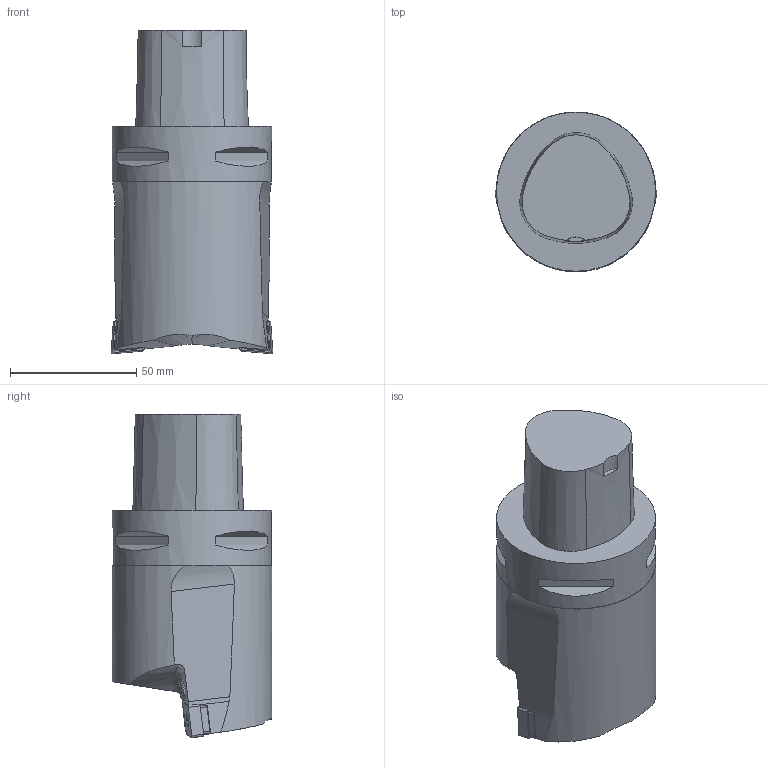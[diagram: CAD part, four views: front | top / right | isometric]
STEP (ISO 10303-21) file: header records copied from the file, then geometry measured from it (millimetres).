
FILE_DESCRIPTION(/* description */ (''),/* implementation_level */ '2;1');
FILE_NAME(/* name */ '1527861733110.stp',/* time_stamp */ '2018-06-01T16:02:21+02:00',/* author */ (''),/* organization */ ('SMS'),/* preprocessor_version */ 'ST-DEVELOPER v15',/* originating_system */ 'SIEMENS PLM Software NX 8.5',/* authorisation */ '');
FILE_SCHEMA (('AUTOMOTIVE_DESIGN { 1 0 10303 214 3 1 1 1 }'));
Length unit declared in the file: millimetre
Products named in the file (4): IsoTurningInsert; ASSEMBLY_CONSTRUCTION; 201685800mod000_00; 201685799mod000_00
Assembly tree (4 placements, depth 2):
  201685799mod000_00
    201685800mod000_00
    ASSEMBLY_CONSTRUCTION
    IsoTurningInsert  x2
Bounding box: 64 x 63.19 x 128 mm (x, y, z)
Volume: 294064.2 mm3; surface area: 29224.5 mm2
Topology: 3 solids, 3 shells, 146 faces, 346 edges, 229 vertices
Faces by surface type: plane 77, cylinder 37, cone 30, torus 2
Full cylindrical faces by diameter (mm): 5.156 x2, 5.16 x2, 8 x2, 63 x1
Entity records: 4190 total; most frequent: CARTESIAN_POINT 954, DIRECTION 667, ORIENTED_EDGE 608, EDGE_CURVE 304, AXIS2_PLACEMENT_3D 261, VERTEX_POINT 194, EDGE_LOOP 158, LINE 145
